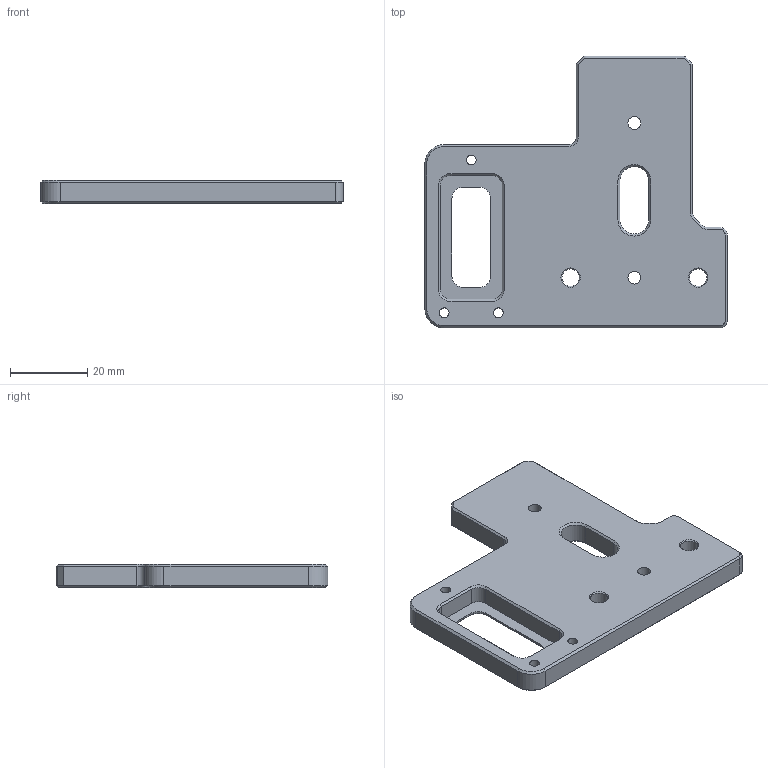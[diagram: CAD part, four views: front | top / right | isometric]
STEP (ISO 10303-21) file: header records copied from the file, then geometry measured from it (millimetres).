
FILE_DESCRIPTION(/* description */ (''),/* implementation_level */ '2;1');
FILE_NAME(/* name */ 'y-axis_support_plate.step',/* time_stamp */ '2021-02-28T13:59:28+07:00',/* author */ (''),/* organization */ (''),/* preprocessor_version */ 'ST-DEVELOPER v18.1',/* originating_system */ 'Autodesk Translation Framework v9.7.0.1280',/* authorisation */ '');
FILE_SCHEMA (('AUTOMOTIVE_DESIGN { 1 0 10303 214 3 1 1 }'));
Length unit declared in the file: millimetre
Products named in the file (1): Y-Axis Support Plate v2
Bounding box: 78.2 x 70.3 x 6 mm (x, y, z)
Volume: 21150.9 mm3; surface area: 10201.7 mm2
Topology: 1 solids, 1 shells, 121 faces, 288 edges, 170 vertices
Faces by surface type: plane 58, cone 36, cylinder 27
Full cylindrical faces by diameter (mm): 2.529 x3, 3.332 x2, 4.5 x2
Entity records: 3504 total; most frequent: DIRECTION 626, CARTESIAN_POINT 580, ORIENTED_EDGE 576, EDGE_CURVE 288, AXIS2_PLACEMENT_3D 216, LINE 194, VECTOR 194, VERTEX_POINT 170
